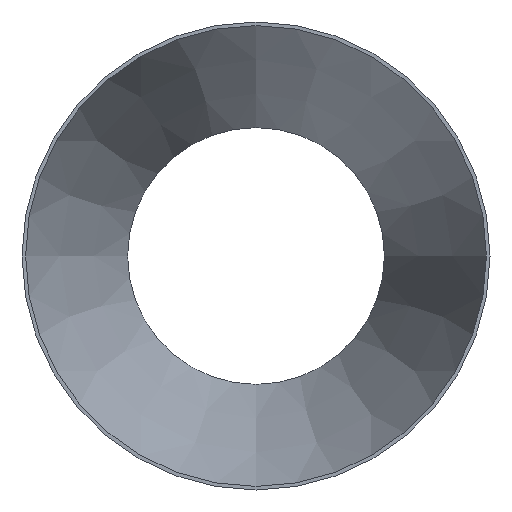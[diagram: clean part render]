
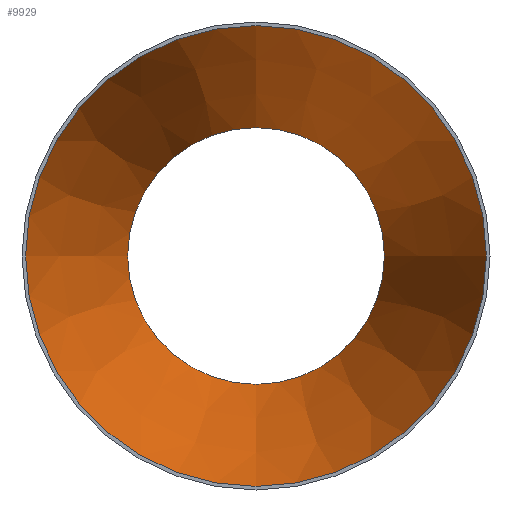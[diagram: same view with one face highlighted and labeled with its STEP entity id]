
A CAD part, front view. The second image highlights one B-rep face of the part: STEP entity #9929.
In plain terms, the highlighted conical face has half-angle 18.483 degrees and reference radius 134.391 mm.
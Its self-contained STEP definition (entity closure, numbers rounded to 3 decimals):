
#107 = ORIENTED_EDGE ( 'NONE', *, *, #21126, .F. ) ;
#1003 = CIRCLE ( 'NONE', #14650, 134.391 ) ;
#2919 = EDGE_CURVE ( 'NONE', #18472, #18472, #1003, .T. ) ;
#5346 = CARTESIAN_POINT ( 'NONE',  ( 0., 0., -134.391 ) ) ;
#6505 = AXIS2_PLACEMENT_3D ( 'NONE', #14308, #31288, #19049 ) ;
#7135 = DIRECTION ( 'NONE',  ( 0., 0., -1. ) ) ;
#8488 = EDGE_LOOP ( 'NONE', ( #107 ) ) ;
#8888 = FACE_OUTER_BOUND ( 'NONE', #16836, .T. ) ;
#9613 = CARTESIAN_POINT ( 'NONE',  ( 0., 0., 0. ) ) ;
#9929 = ADVANCED_FACE ( 'NONE', ( #18087, #8888 ), #16488, .F. ) ;
#13587 = DIRECTION ( 'NONE',  ( 0., 0., -1. ) ) ;
#14308 = CARTESIAN_POINT ( 'NONE',  ( 0., 0., 0. ) ) ;
#14650 = AXIS2_PLACEMENT_3D ( 'NONE', #9613, #19599, #7135 ) ;
#16250 = DIRECTION ( 'NONE',  ( 0., -1., 0. ) ) ;
#16488 = CONICAL_SURFACE ( 'NONE', #6505, 134.391, 0.323 ) ;
#16836 = EDGE_LOOP ( 'NONE', ( #23780 ) ) ;
#18087 = FACE_BOUND ( 'NONE', #8488, .T. ) ;
#18151 = CIRCLE ( 'NONE', #25454, 74.891 ) ;
#18472 = VERTEX_POINT ( 'NONE', #5346 ) ;
#19049 = DIRECTION ( 'NONE',  ( 0., 0., -1. ) ) ;
#19599 = DIRECTION ( 'NONE',  ( 0., -1., 0. ) ) ;
#20266 = VERTEX_POINT ( 'NONE', #20576 ) ;
#20576 = CARTESIAN_POINT ( 'NONE',  ( 0., 178., -74.891 ) ) ;
#21126 = EDGE_CURVE ( 'NONE', #20266, #20266, #18151, .T. ) ;
#23780 = ORIENTED_EDGE ( 'NONE', *, *, #2919, .T. ) ;
#25454 = AXIS2_PLACEMENT_3D ( 'NONE', #26531, #16250, #13587 ) ;
#26531 = CARTESIAN_POINT ( 'NONE',  ( 0., 178., 0. ) ) ;
#31288 = DIRECTION ( 'NONE',  ( 0., -1., 0. ) ) ;
